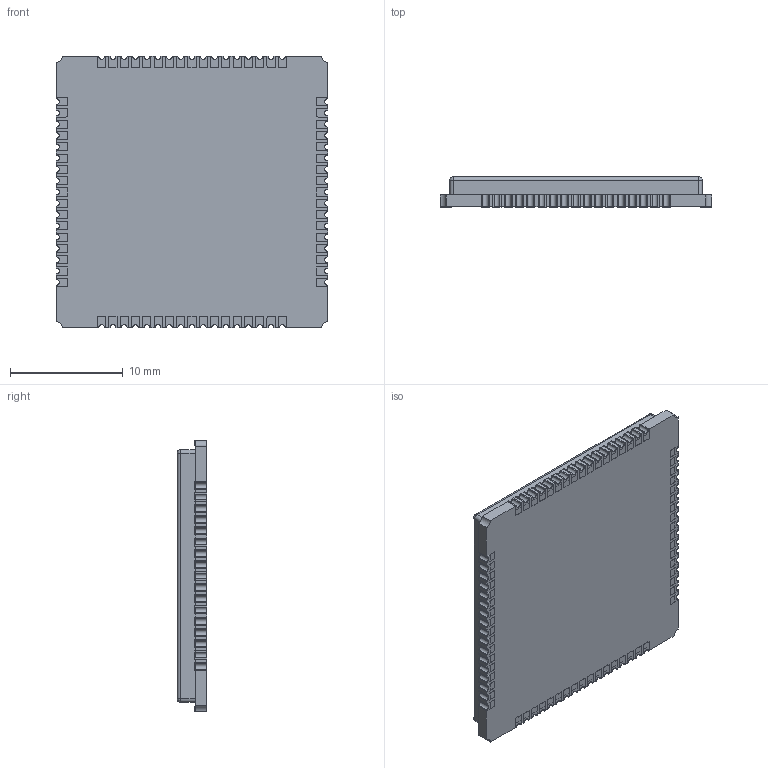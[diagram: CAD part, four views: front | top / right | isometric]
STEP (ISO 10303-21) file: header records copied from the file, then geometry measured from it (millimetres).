
FILE_DESCRIPTION(('FreeCAD Model'),'2;1');
FILE_NAME('Open CASCADE Shape Model','2023-11-18T11:10:45',('Eric Obeng' ),('Erictronics Systems'),'Open CASCADE STEP processor 7.6', 'FreeCAD','Unknown');
FILE_SCHEMA(('AP242_MANAGED_MODEL_BASED_3D_ENGINEERING_MIM_LF. {1 0 10303 442 1 1 4 }'));
Length unit declared in the file: millimetre
Products named in the file (72): pcb071; pcb; pcb001; pcb002; pcb003; pcb004; pcb005; pcb006; pcb007; pcb008; pcb009; pcb010; pcb011; pcb012; pcb013; pcb014; pcb015; pcb016; pcb017; pcb018; pcb019; pcb020; pcb021; pcb022; pcb023; pcb024; pcb025; pcb026; pcb027; pcb028; pcb029; pcb030; pcb031; pcb032; pcb033; pcb034; pcb035; pcb036; pcb037; pcb038 ...
Assembly tree (71 placements, depth 2):
  pcb071
    pcb
    pcb001
    pcb002
    pcb003
    pcb004
    pcb005
    pcb006
    pcb007
    pcb008
    pcb009
    pcb010
    pcb011
    pcb012
    pcb013
    pcb014
    pcb015
    pcb016
    pcb017
    pcb018
    pcb019
    pcb020
    pcb021
    pcb022
    pcb023
    pcb024
    pcb025
    pcb026
    pcb027
    pcb028
    pcb029
    pcb030
    pcb031
    pcb032
    pcb033
    pcb034
    pcb035
    pcb036
    pcb037
    pcb038
    pcb039
    pcb040
    pcb041
    pcb042
    pcb043
    pcb044
    pcb045
    pcb046
    pcb047
    pcb048
    pcb049
    pcb050
    pcb051
    pcb052
    pcb053
    pcb054
    pcb055
    pcb056
    pcb057
    pcb058
Bounding box: 24 x 2.65 x 24 mm (x, y, z)
Volume: 1385 mm3; surface area: 2666.6 mm2
Topology: 71 solids, 71 shells, 1156 faces, 2856 edges, 1854 vertices
Faces by surface type: plane 878, cylinder 153, bspline 121, sphere 4
Entity records: 37171 total; most frequent: CARTESIAN_POINT 7995, ORIENTED_EDGE 5712, DIRECTION 5134, EDGE_CURVE 2856, LINE 2308, VECTOR 2308, VERTEX_POINT 1854, AXIS2_PLACEMENT_3D 1413
